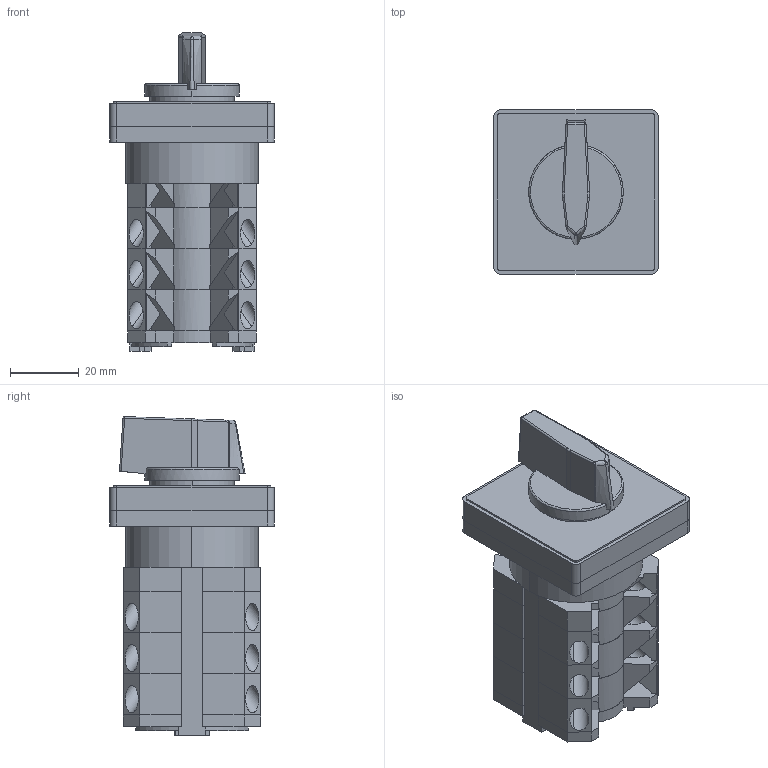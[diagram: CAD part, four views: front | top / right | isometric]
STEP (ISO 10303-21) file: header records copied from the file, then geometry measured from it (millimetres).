
FILE_DESCRIPTION (( 'STEP AP214' ), '1' );
FILE_NAME ('Ñáîðêà 4 êîíòàêòíûõ ðÿäà.STEP', '2022-06-18T12:18:32', ( '' ), ( '' ), 'SwSTEP 2.0', 'SolidWorks 2022', '' );
FILE_SCHEMA (( 'AUTOMOTIVE_DESIGN' ));
Length unit declared in the file: millimetre
Products named in the file (11): Проставка контактов; Направляющая 4; контактный вверх; Проставка экрана; Вверх рубильника; Бобышка для экрана; Рычаг; Экран; Ось; Сборка 4 контактных ряда; контактный низ
Assembly tree (13 placements, depth 3):
  Сборка 4 контактных ряда
    Вверх рубильника
      Бобышка для экрана
      Экран
      Проставка экрана
      Ось
      Рычаг
      контактный вверх
    контактный низ
    Проставка контактов  x3
    Направляющая 4  x2
Bounding box: 48 x 48 x 93.05 mm (x, y, z)
Volume: 93619.9 mm3; surface area: 50658.8 mm2
Topology: 13 solids, 13 shells, 519 faces, 1432 edges, 946 vertices
Faces by surface type: plane 323, cylinder 110, bspline 86
Entity records: 16589 total; most frequent: CARTESIAN_POINT 7199, ORIENTED_EDGE 2022, DIRECTION 1583, EDGE_CURVE 1011, VERTEX_POINT 666, LINE 655, VECTOR 655, AXIS2_PLACEMENT_3D 464
